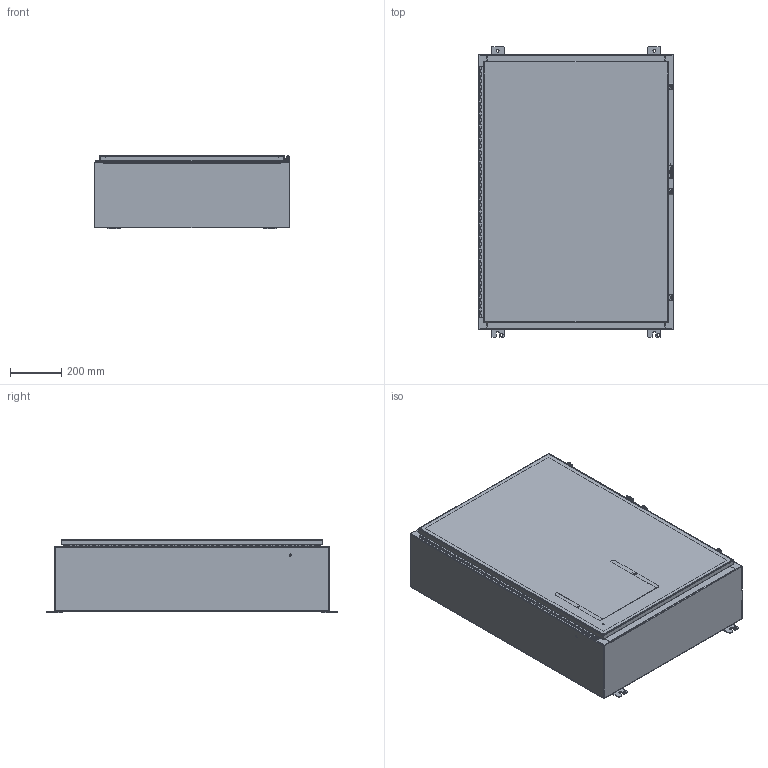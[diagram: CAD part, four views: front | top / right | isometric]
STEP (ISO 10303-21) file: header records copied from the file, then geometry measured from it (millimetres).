
FILE_DESCRIPTION (( 'STEP AP203' ), '1' );
FILE_NAME ('SCE-42H3010SSLP.step', '2021-02-09T16:31:15', ( 'ADC123' ), ( 'Microsoft' ), 'SwSTEP 2.0', 'SolidWorks 2019', '' );
FILE_SCHEMA (( 'CONFIG_CONTROL_DESIGN' ));
Length unit declared in the file: inch
Products named in the file (1): SCE-42H3010SSLP
Bounding box: 762 x 1130.3 x 284.68 mm (x, y, z)
Surface area: 7440225.7 mm2 (no closed solid volume)
Topology: 0 solids, 60 shells, 4158 faces, 11419 edges, 7123 vertices
Faces by surface type: plane 1720, bspline 1494, cylinder 880, cone 63, torus 1
Full cylindrical faces by diameter (mm): 3.175 x1, 3.962 x1, 4.064 x2, 4.318 x1, 4.775 x6, 4.826 x6, 4.902 x6, 5.156 x2, 6.299 x13, 6.35 x3, 6.363 x6, 6.502 x6, 7.137 x4, 8.433 x6, 9.296 x6, 9.322 x6, 11.112 x8, 12.7 x6, 12.878 x3, 14.288 x6
Entity records: 222669 total; most frequent: CARTESIAN_POINT 135314, ORIENTED_EDGE 21389, DIRECTION 12938, EDGE_CURVE 10704, VERTEX_POINT 6957, EDGE_LOOP 4569, AXIS2_PLACEMENT_3D 4444, B_SPLINE_CURVE_WITH_KNOTS 4329
